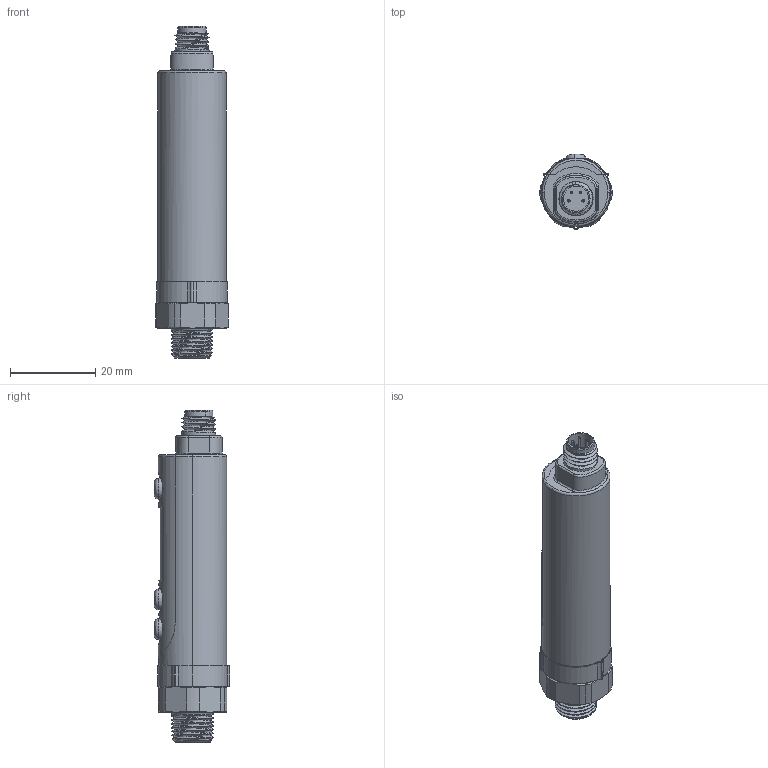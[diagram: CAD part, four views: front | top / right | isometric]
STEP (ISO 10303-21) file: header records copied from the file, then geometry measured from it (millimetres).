
FILE_DESCRIPTION (( 'STEP AP214' ), '1' );
FILE_NAME ('Pico Volumendaten.STEP', '2007-12-06T10:24:17', ( 'Bachmayer' ), ( '' ), 'SwSTEP 2.0', 'SolidWorks 2007', '' );
FILE_SCHEMA (( 'AUTOMOTIVE_DESIGN' ));
Length unit declared in the file: millimetre
Products named in the file (1): Pico Volumendaten
Bounding box: 16.98 x 17.74 x 78 mm (x, y, z)
Volume: 13171.6 mm3; surface area: 4544.9 mm2
Topology: 1 solids, 1 shells, 271 faces, 674 edges, 415 vertices
Faces by surface type: cylinder 90, torus 68, cone 39, plane 39, bspline 27, sphere 8
Entity records: 15723 total; most frequent: CARTESIAN_POINT 9566, ORIENTED_EDGE 1316, DIRECTION 1293, EDGE_CURVE 658, AXIS2_PLACEMENT_3D 576, VERTEX_POINT 407, CIRCLE 331, EDGE_LOOP 295
